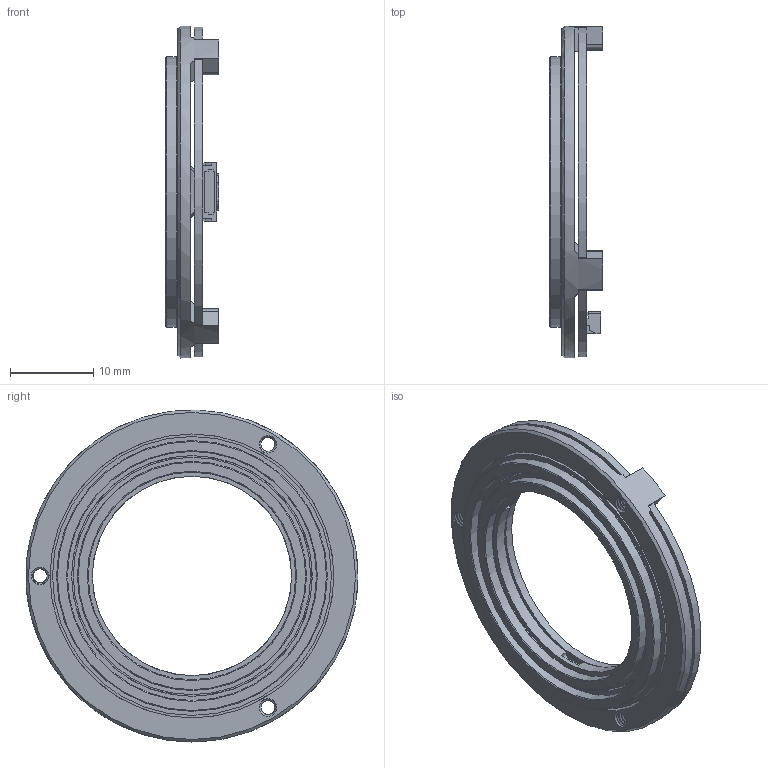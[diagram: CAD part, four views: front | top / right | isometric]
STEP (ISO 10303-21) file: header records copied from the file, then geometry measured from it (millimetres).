
FILE_DESCRIPTION (( 'STEP AP214' ), '1' );
FILE_NAME ('DPT-25B-30B-40H.step', '2024-12-08T15:44:21', ( '' ), ( '' ), 'SwSTEP 2.0', 'SolidWorks 2022', '' );
FILE_SCHEMA (( 'AUTOMOTIVE_DESIGN' ));
Length unit declared in the file: millimetre
Products named in the file (1): DPT-25B-30B-40H
Bounding box: 6.4 x 39.99 x 39.99 mm (x, y, z)
Volume: 2240.5 mm3; surface area: 5310.4 mm2
Topology: 7 solids, 7 shells, 533 faces, 1425 edges, 941 vertices
Faces by surface type: plane 287, bspline 160, cylinder 71, cone 15
Full cylindrical faces by diameter (mm): 24 x1, 24.8 x1, 25 x1, 25.2 x1, 26.2 x2, 27.4 x1, 27.6 x1, 27.8 x2, 28.6 x1, 29 x1, 30 x1, 30.2 x1, 31.2 x2, 32.4 x1, 32.6 x1, 32.8 x2, 33.6 x1, 34.2 x1, 40 x1
Entity records: 25192 total; most frequent: CARTESIAN_POINT 9570, ORIENTED_EDGE 2754, DIRECTION 1976, EDGE_CURVE 1377, VERTEX_POINT 931, LINE 842, VECTOR 842, EDGE_LOOP 624
